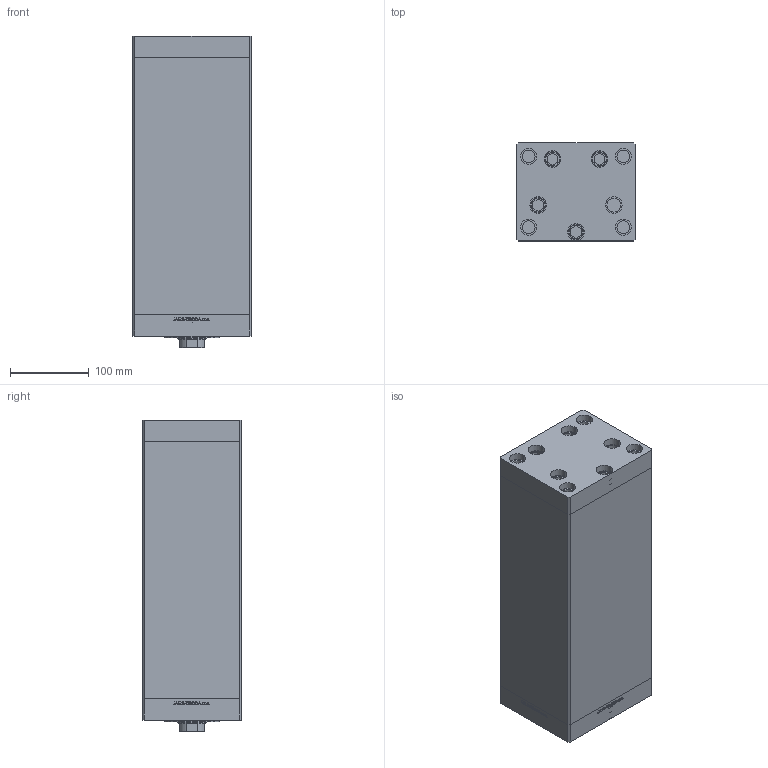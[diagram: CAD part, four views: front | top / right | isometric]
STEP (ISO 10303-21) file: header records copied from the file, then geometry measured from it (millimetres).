
FILE_DESCRIPTION (( 'STEP AP203' ), '1' );
FILE_NAME ('cee1.STEP', '2024-01-08T18:10:25', ( '' ), ( '' ), 'SwSTEP 2.0', 'SolidWorks 2019', '' );
FILE_SCHEMA (( 'CONFIG_CONTROL_DESIGN' ));
Length unit declared in the file: millimetre
Products named in the file (6): ALLEN BOLT 97b5545613a78e17e037243def197bc3; V220C BACK_C 97b5545613a78e17e037243def197bc3; cee1; V220C_C MIDDLE 97b5545613a78e17e037243def197bc3; V220C_VC_C 97b5545613a78e17e037243def197bc3; V220C FRONT 97b5545613a78e17e037243def197bc3
Assembly tree (13 placements, depth 2):
  cee1
    ALLEN BOLT 97b5545613a78e17e037243def197bc3  x9
    V220C_C MIDDLE 97b5545613a78e17e037243def197bc3
    V220C FRONT 97b5545613a78e17e037243def197bc3
    V220C_VC_C 97b5545613a78e17e037243def197bc3
    V220C BACK_C 97b5545613a78e17e037243def197bc3
Bounding box: 150 x 125 x 396 mm (x, y, z)
Volume: 5723646.8 mm3; surface area: 553454.7 mm2
Topology: 13 solids, 13 shells, 1175 faces, 2902 edges, 1905 vertices
Faces by surface type: plane 546, bspline 380, cylinder 167, cone 42, torus 40
Entity records: 49402 total; most frequent: CARTESIAN_POINT 26672, ORIENTED_EDGE 5064, DIRECTION 3322, EDGE_CURVE 2532, VERTEX_POINT 1681, VECTOR 1468, LINE 1468, EDGE_LOOP 1179
